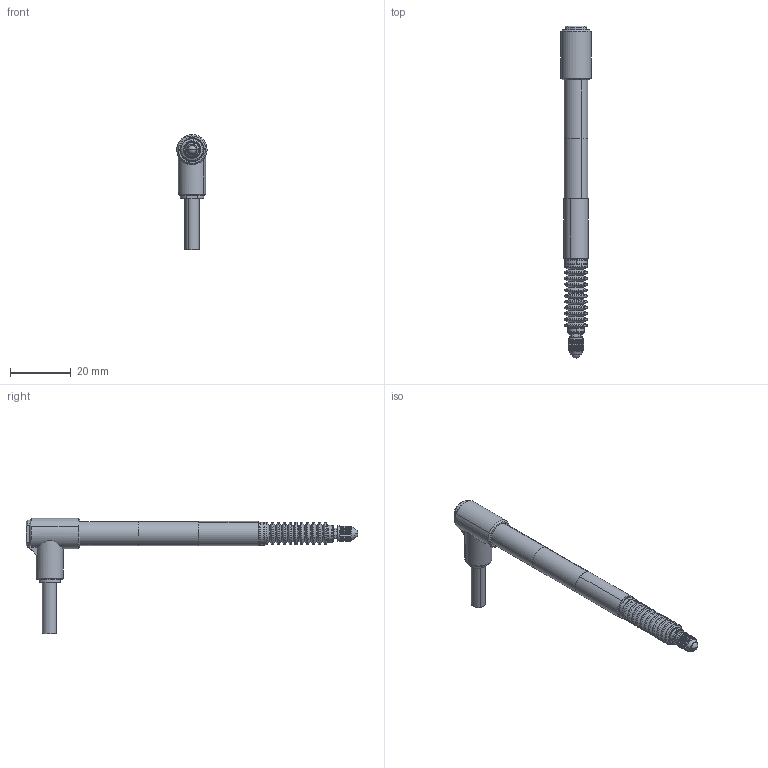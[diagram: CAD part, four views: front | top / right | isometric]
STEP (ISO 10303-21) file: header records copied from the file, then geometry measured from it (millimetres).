
FILE_DESCRIPTION(('CATIA V5 STEP'),'2;1');
FILE_NAME('812SLR.stp','2017-08-29T01:20:18+00:00',('none'),('none'),'CATIA Version 5 Release 19 SP 6 (IN-10)','CATIA V5 STEP AP214','none');
FILE_SCHEMA(('AUTOMOTIVE_DESIGN { 1 0 10303 214 1 1 1 1 }'));
Length unit declared in the file: millimetre
Products named in the file (1): 812SLR
Bounding box: 10 x 109.6 x 38 mm (x, y, z)
Volume: 6255.1 mm3; surface area: 3742.3 mm2
Topology: 1 solids, 1 shells, 377 faces, 936 edges, 571 vertices
Faces by surface type: cylinder 127, torus 96, plane 81, cone 71, sphere 2
Entity records: 11163 total; most frequent: CARTESIAN_POINT 2964, ORIENTED_EDGE 1868, DIRECTION 1352, EDGE_CURVE 934, AXIS2_PLACEMENT_3D 720, VERTEX_POINT 571, EDGE_LOOP 391, ADVANCED_FACE 377
